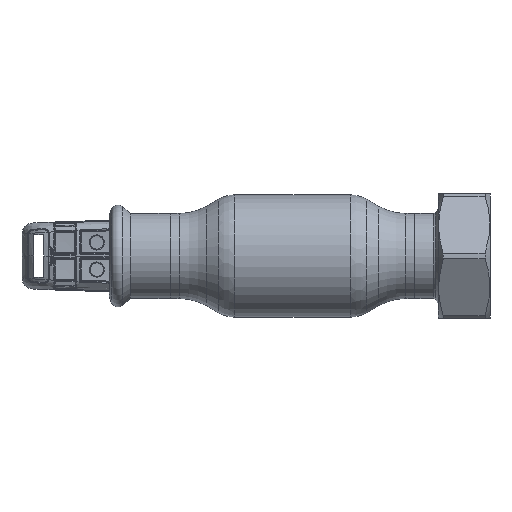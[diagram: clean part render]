
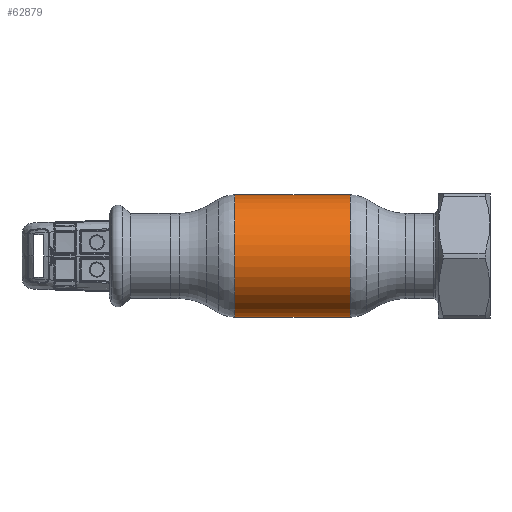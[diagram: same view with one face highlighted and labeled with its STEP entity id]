
A CAD part, front view. The second image highlights one B-rep face of the part: STEP entity #62879.
In plain terms, the highlighted cylindrical face has radius 22.5 mm (diameter 45 mm), a partial arc.
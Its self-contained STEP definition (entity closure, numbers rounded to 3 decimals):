
#2936 = EDGE_LOOP ( 'NONE', ( #54428, #37430, #53237, #38748 ) ) ;
#5396 = DIRECTION ( 'NONE',  ( -1., 0., 0. ) ) ;
#8754 = EDGE_CURVE ( 'NONE', #54320, #45455, #63509, .T. ) ;
#9703 = FACE_OUTER_BOUND ( 'NONE', #2936, .T. ) ;
#12812 = CYLINDRICAL_SURFACE ( 'NONE', #27246, 22.5 ) ;
#16982 = CARTESIAN_POINT ( 'NONE',  ( 21.285, 0., 0. ) ) ;
#19660 = DIRECTION ( 'NONE',  ( -1., 0., 0. ) ) ;
#20162 = CARTESIAN_POINT ( 'NONE',  ( -62.69, 0., -22.5 ) ) ;
#24809 = EDGE_CURVE ( 'NONE', #32381, #45455, #57687, .T. ) ;
#24937 = CARTESIAN_POINT ( 'NONE',  ( -21.285, 0., 0. ) ) ;
#27246 = AXIS2_PLACEMENT_3D ( 'NONE', #44907, #5396, #60245 ) ;
#28253 = LINE ( 'NONE', #20162, #32980 ) ;
#30084 = DIRECTION ( 'NONE',  ( -1., 0., 0. ) ) ;
#31147 = AXIS2_PLACEMENT_3D ( 'NONE', #16982, #56461, #32379 ) ;
#32379 = DIRECTION ( 'NONE',  ( 0., 0., 1. ) ) ;
#32381 = VERTEX_POINT ( 'NONE', #64056 ) ;
#32980 = VECTOR ( 'NONE', #30084, 1000. ) ;
#33456 = VERTEX_POINT ( 'NONE', #48887 ) ;
#35222 = CIRCLE ( 'NONE', #31147, 22.5 ) ;
#36411 = EDGE_CURVE ( 'NONE', #33456, #32381, #35222, .T. ) ;
#37430 = ORIENTED_EDGE ( 'NONE', *, *, #36411, .T. ) ;
#38748 = ORIENTED_EDGE ( 'NONE', *, *, #8754, .F. ) ;
#39120 = AXIS2_PLACEMENT_3D ( 'NONE', #24937, #50263, #55256 ) ;
#44510 = VECTOR ( 'NONE', #19660, 1000. ) ;
#44907 = CARTESIAN_POINT ( 'NONE',  ( -62.69, 0., 0. ) ) ;
#45455 = VERTEX_POINT ( 'NONE', #46935 ) ;
#46935 = CARTESIAN_POINT ( 'NONE',  ( -21.285, 0., 22.5 ) ) ;
#48887 = CARTESIAN_POINT ( 'NONE',  ( 21.285, 0., -22.5 ) ) ;
#49347 = CARTESIAN_POINT ( 'NONE',  ( -62.69, 0., 22.5 ) ) ;
#50263 = DIRECTION ( 'NONE',  ( -1., 0., 0. ) ) ;
#52033 = EDGE_CURVE ( 'NONE', #33456, #54320, #28253, .T. ) ;
#53237 = ORIENTED_EDGE ( 'NONE', *, *, #24809, .T. ) ;
#54320 = VERTEX_POINT ( 'NONE', #61123 ) ;
#54428 = ORIENTED_EDGE ( 'NONE', *, *, #52033, .F. ) ;
#55256 = DIRECTION ( 'NONE',  ( 0., 0., 1. ) ) ;
#56461 = DIRECTION ( 'NONE',  ( -1., 0., 0. ) ) ;
#57687 = LINE ( 'NONE', #49347, #44510 ) ;
#60245 = DIRECTION ( 'NONE',  ( 0., 0., 1. ) ) ;
#61123 = CARTESIAN_POINT ( 'NONE',  ( -21.285, 0., -22.5 ) ) ;
#62879 = ADVANCED_FACE ( 'NONE', ( #9703 ), #12812, .T. ) ;
#63509 = CIRCLE ( 'NONE', #39120, 22.5 ) ;
#64056 = CARTESIAN_POINT ( 'NONE',  ( 21.285, 0., 22.5 ) ) ;
